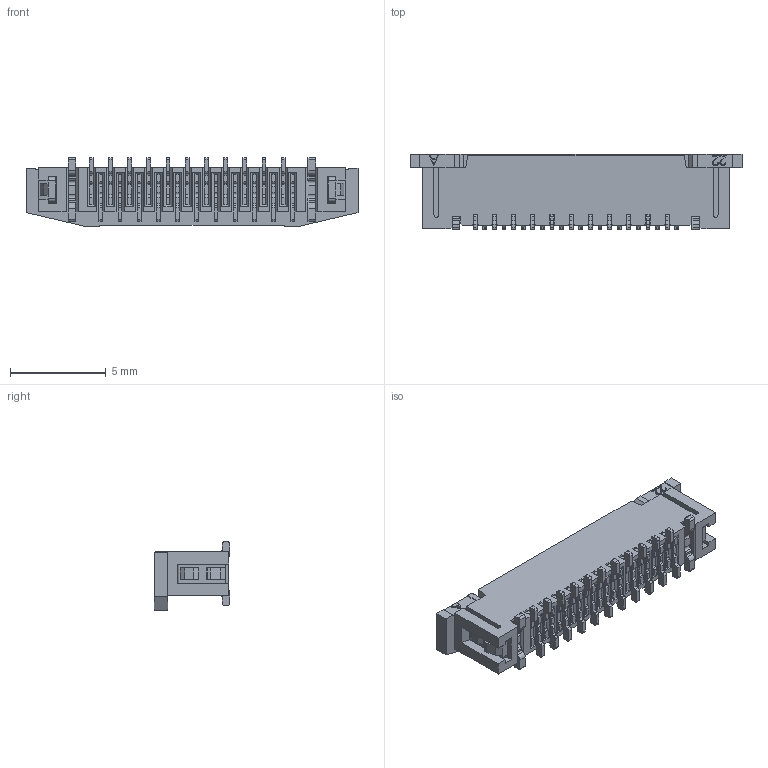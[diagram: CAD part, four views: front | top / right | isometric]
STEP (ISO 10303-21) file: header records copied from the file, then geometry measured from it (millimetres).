
FILE_DESCRIPTION (( 'STEP AP203' ), '1' );
FILE_NAME ('CF20221V0R0-NH.STEP', '2019-01-22T04:02:29', ( '' ), ( '' ), 'SwSTEP 2.0', 'SolidWorks 2017', '' );
FILE_SCHEMA (( 'CONFIG_CONTROL_DESIGN' ));
Length unit declared in the file: millimetre
Products named in the file (6): 備份 of CF20-V-T1; ALL of CF20-V-SLIDER_22; 備份 of CF20-V-Tab1; CF20221V0R0-NH; ALL of CF20-V-base_22; 備份 of CF20-V-T2
Assembly tree (26 placements, depth 2):
  CF20221V0R0-NH
    ALL of CF20-V-base_22
    備份 of CF20-V-T2  x11
    備份 of CF20-V-T1  x11
    ALL of CF20-V-SLIDER_22
    備份 of CF20-V-Tab1  x2
Bounding box: 17.3 x 3.95 x 3.55 mm (x, y, z)
Volume: 121.2 mm3; surface area: 801.7 mm2
Topology: 26 solids, 26 shells, 1891 faces, 5615 edges, 3734 vertices
Faces by surface type: plane 1274, cylinder 605, bspline 12
Entity records: 32186 total; most frequent: CARTESIAN_POINT 6281, ORIENTED_EDGE 5436, DIRECTION 4788, EDGE_CURVE 2718, LINE 2390, VECTOR 2390, VERTEX_POINT 1796, AXIS2_PLACEMENT_3D 1199
